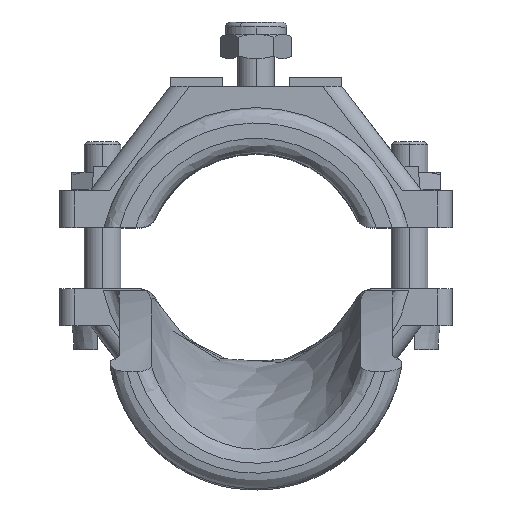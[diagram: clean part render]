
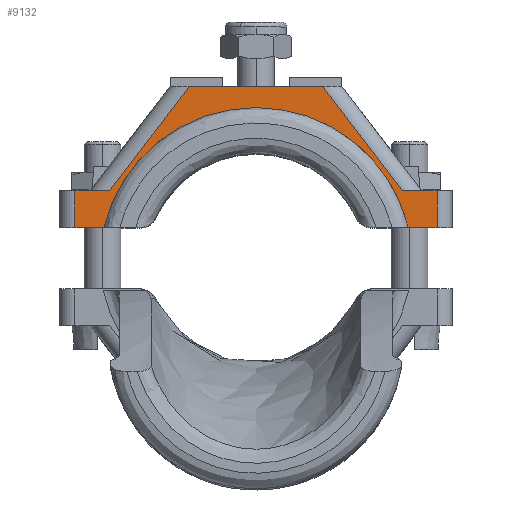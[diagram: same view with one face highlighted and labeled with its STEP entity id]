
A CAD part, top view. The second image highlights one B-rep face of the part: STEP entity #9132.
In plain terms, the highlighted planar face has unit normal (0, 0, -1).
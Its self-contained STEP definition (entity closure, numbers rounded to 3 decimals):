
#689 = CARTESIAN_POINT ( 'NONE',  ( 29.5, 6., 14. ) ) ;
#788 = EDGE_LOOP ( 'NONE', ( #8896, #1670, #5329, #2002, #12486, #10348, #10052, #2045, #2593, #12876 ) ) ;
#1117 = CARTESIAN_POINT ( 'NONE',  ( -10.853, 23., 14. ) ) ;
#1129 = LINE ( 'NONE', #9345, #8409 ) ;
#1251 = DIRECTION ( 'NONE',  ( -1., 0., 0. ) ) ;
#1670 = ORIENTED_EDGE ( 'NONE', *, *, #11104, .F. ) ;
#1715 = CARTESIAN_POINT ( 'NONE',  ( -29.5, 0., 14. ) ) ;
#1733 = VERTEX_POINT ( 'NONE', #4924 ) ;
#2002 = ORIENTED_EDGE ( 'NONE', *, *, #2645, .F. ) ;
#2045 = ORIENTED_EDGE ( 'NONE', *, *, #8523, .F. ) ;
#2150 = CARTESIAN_POINT ( 'NONE',  ( 23.853, 6., 14. ) ) ;
#2208 = CARTESIAN_POINT ( 'NONE',  ( -14., 23., 14. ) ) ;
#2299 = EDGE_CURVE ( 'NONE', #8699, #3151, #6755, .T. ) ;
#2396 = VECTOR ( 'NONE', #3601, 1000. ) ;
#2451 = VERTEX_POINT ( 'NONE', #2150 ) ;
#2565 = DIRECTION ( 'NONE',  ( 0., 0., 1. ) ) ;
#2593 = ORIENTED_EDGE ( 'NONE', *, *, #6017, .F. ) ;
#2643 = DIRECTION ( 'NONE',  ( 0., 1., 0. ) ) ;
#2645 = EDGE_CURVE ( 'NONE', #2451, #4496, #9001, .T. ) ;
#2979 = VERTEX_POINT ( 'NONE', #12710 ) ;
#2995 = VECTOR ( 'NONE', #2643, 1000. ) ;
#3151 = VERTEX_POINT ( 'NONE', #1715 ) ;
#3265 =( BOUNDED_CURVE ( )  B_SPLINE_CURVE ( 3, ( #6717, #9876, #10752, #7794 ),
 .UNSPECIFIED., .F., .F. ) 
 B_SPLINE_CURVE_WITH_KNOTS ( ( 4, 4 ),
 ( 0., 1. ),
 .UNSPECIFIED. ) 
 CURVE ( )  GEOMETRIC_REPRESENTATION_ITEM ( )  RATIONAL_B_SPLINE_CURVE ( ( 1., 0.49, 0.49, 1. ) ) 
 REPRESENTATION_ITEM ( '' )  );
#3291 = EDGE_CURVE ( 'NONE', #1733, #2451, #8238, .T. ) ;
#3601 = DIRECTION ( 'NONE',  ( 1., 0., 0. ) ) ;
#3653 = CARTESIAN_POINT ( 'NONE',  ( -29.5, 6., 14. ) ) ;
#4120 = VECTOR ( 'NONE', #6926, 1000. ) ;
#4347 = EDGE_CURVE ( 'NONE', #8675, #8699, #1129, .T. ) ;
#4496 = VERTEX_POINT ( 'NONE', #11762 ) ;
#4924 = CARTESIAN_POINT ( 'NONE',  ( 29.5, 6., 14. ) ) ;
#4948 = AXIS2_PLACEMENT_3D ( 'NONE', #5587, #2565, #10847 ) ;
#5231 = DIRECTION ( 'NONE',  ( -1., 0., 0. ) ) ;
#5247 = CARTESIAN_POINT ( 'NONE',  ( -10.853, 23., 14. ) ) ;
#5329 = ORIENTED_EDGE ( 'NONE', *, *, #9965, .F. ) ;
#5426 = VERTEX_POINT ( 'NONE', #10878 ) ;
#5587 = CARTESIAN_POINT ( 'NONE',  ( -14., 6., 14. ) ) ;
#5788 = VECTOR ( 'NONE', #9079, 1000. ) ;
#5792 = LINE ( 'NONE', #689, #2995 ) ;
#6017 = EDGE_CURVE ( 'NONE', #3151, #2979, #8754, .T. ) ;
#6717 = CARTESIAN_POINT ( 'NONE',  ( -24.784, 0., 14. ) ) ;
#6755 = LINE ( 'NONE', #11946, #7120 ) ;
#6926 = DIRECTION ( 'NONE',  ( -0.607, 0.794, 0. ) ) ;
#7067 = EDGE_CURVE ( 'NONE', #9306, #1733, #5792, .T. ) ;
#7120 = VECTOR ( 'NONE', #8912, 1000. ) ;
#7175 = LINE ( 'NONE', #1117, #7994 ) ;
#7195 = VERTEX_POINT ( 'NONE', #5247 ) ;
#7794 = CARTESIAN_POINT ( 'NONE',  ( 24.784, 0., 14. ) ) ;
#7994 = VECTOR ( 'NONE', #10271, 1000. ) ;
#8238 = LINE ( 'NONE', #10400, #9912 ) ;
#8301 = DIRECTION ( 'NONE',  ( -1., 0., 0. ) ) ;
#8409 = VECTOR ( 'NONE', #5231, 1000. ) ;
#8523 = EDGE_CURVE ( 'NONE', #2979, #5426, #3265, .T. ) ;
#8675 = VERTEX_POINT ( 'NONE', #11749 ) ;
#8699 = VERTEX_POINT ( 'NONE', #3653 ) ;
#8754 = LINE ( 'NONE', #12173, #5788 ) ;
#8896 = ORIENTED_EDGE ( 'NONE', *, *, #4347, .F. ) ;
#8900 = PLANE ( 'NONE',  #4948 ) ;
#8912 = DIRECTION ( 'NONE',  ( 0., -1., 0. ) ) ;
#9001 = LINE ( 'NONE', #13118, #4120 ) ;
#9079 = DIRECTION ( 'NONE',  ( 1., 0., 0. ) ) ;
#9132 = ADVANCED_FACE ( 'NONE', ( #13012 ), #8900, .F. ) ;
#9306 = VERTEX_POINT ( 'NONE', #11518 ) ;
#9345 = CARTESIAN_POINT ( 'NONE',  ( -14., 6., 14. ) ) ;
#9805 = LINE ( 'NONE', #12840, #2396 ) ;
#9876 = CARTESIAN_POINT ( 'NONE',  ( -16.853, 32.76, 14. ) ) ;
#9912 = VECTOR ( 'NONE', #8301, 1000. ) ;
#9965 = EDGE_CURVE ( 'NONE', #4496, #7195, #12644, .T. ) ;
#10052 = ORIENTED_EDGE ( 'NONE', *, *, #10147, .F. ) ;
#10147 = EDGE_CURVE ( 'NONE', #5426, #9306, #9805, .T. ) ;
#10271 = DIRECTION ( 'NONE',  ( -0.607, -0.794, 0. ) ) ;
#10348 = ORIENTED_EDGE ( 'NONE', *, *, #7067, .F. ) ;
#10400 = CARTESIAN_POINT ( 'NONE',  ( -14., 6., 14. ) ) ;
#10752 = CARTESIAN_POINT ( 'NONE',  ( 16.853, 32.76, 14. ) ) ;
#10847 = DIRECTION ( 'NONE',  ( 1., 0., 0. ) ) ;
#10878 = CARTESIAN_POINT ( 'NONE',  ( 24.784, 0., 14. ) ) ;
#11104 = EDGE_CURVE ( 'NONE', #7195, #8675, #7175, .T. ) ;
#11518 = CARTESIAN_POINT ( 'NONE',  ( 29.5, 0., 14. ) ) ;
#11749 = CARTESIAN_POINT ( 'NONE',  ( -23.853, 6., 14. ) ) ;
#11762 = CARTESIAN_POINT ( 'NONE',  ( 10.853, 23., 14. ) ) ;
#11946 = CARTESIAN_POINT ( 'NONE',  ( -29.5, 6., 14. ) ) ;
#12173 = CARTESIAN_POINT ( 'NONE',  ( -32., 0., 14. ) ) ;
#12486 = ORIENTED_EDGE ( 'NONE', *, *, #3291, .F. ) ;
#12644 = LINE ( 'NONE', #2208, #12938 ) ;
#12710 = CARTESIAN_POINT ( 'NONE',  ( -24.784, 0., 14. ) ) ;
#12840 = CARTESIAN_POINT ( 'NONE',  ( -32., 0., 14. ) ) ;
#12876 = ORIENTED_EDGE ( 'NONE', *, *, #2299, .F. ) ;
#12938 = VECTOR ( 'NONE', #1251, 1000. ) ;
#13012 = FACE_OUTER_BOUND ( 'NONE', #788, .T. ) ;
#13118 = CARTESIAN_POINT ( 'NONE',  ( 23.853, 6., 14. ) ) ;
